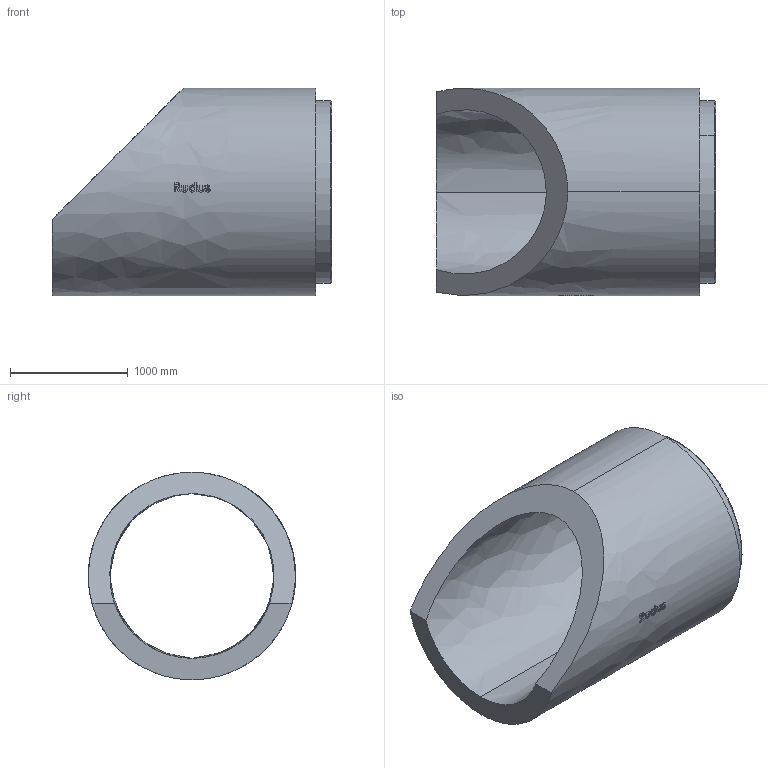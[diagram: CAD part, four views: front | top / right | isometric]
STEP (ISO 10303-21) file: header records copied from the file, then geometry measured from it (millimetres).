
FILE_DESCRIPTION (( 'STEP AP203' ), '1' );
FILE_NAME ('Rudus 1214232 EK-putki viistetty 1400x2375 uros.step', '2020-03-06T10:46:33', ( '' ), ( '' ), 'SwSTEP 2.0', 'SolidWorks 2019', '' );
FILE_SCHEMA (( 'CONFIG_CONTROL_DESIGN' ));
Length unit declared in the file: millimetre
Products named in the file (2): EK-osa-putkirunko_viistetty-uros; Rudus 1214232 EK-putki viistetty 1400x2375 uros
Assembly tree (1 placements, depth 2):
  Rudus 1214232 EK-putki viistetty 1400x2375 uros
    EK-osa-putkirunko_viistetty-uros
Bounding box: 2375 x 1766 x 1766 mm (x, y, z)
Volume: 1738790875.1 mm3; surface area: 21724136.1 mm2
Topology: 1 solids, 1 shells, 93 faces, 308 edges, 224 vertices
Faces by surface type: bspline 79, plane 6, cylinder 4, torus 2, cone 2
Entity records: 22609 total; most frequent: CARTESIAN_POINT 20287, ORIENTED_EDGE 616, EDGE_CURVE 308, B_SPLINE_CURVE_WITH_KNOTS 226, VERTEX_POINT 224, DIRECTION 188, EDGE_LOOP 102, FACE_OUTER_BOUND 93
